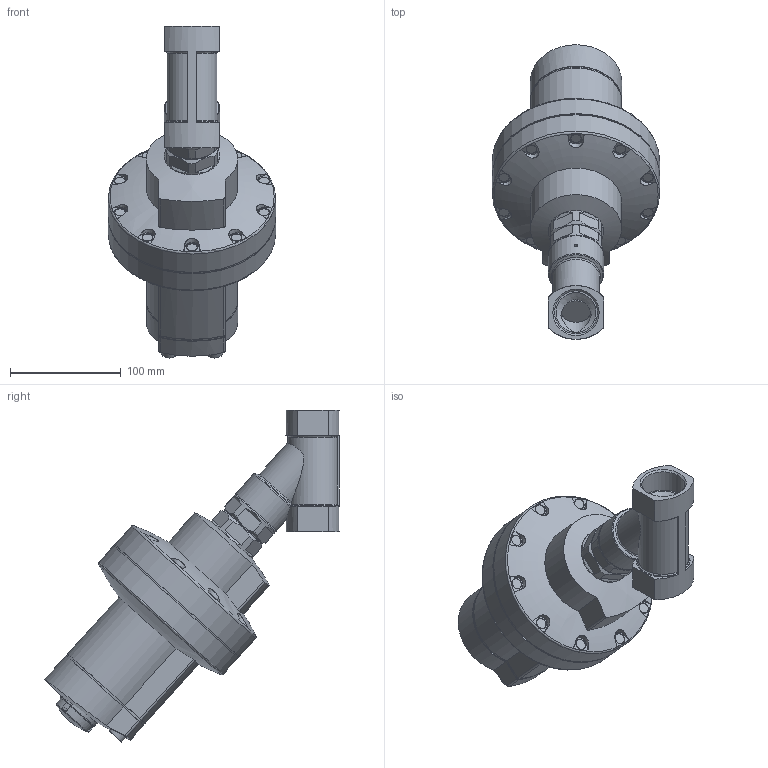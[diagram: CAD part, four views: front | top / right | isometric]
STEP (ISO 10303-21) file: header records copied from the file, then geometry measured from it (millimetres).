
FILE_DESCRIPTION(/* description */ ('STEP AP214'),/* implementation_level */ '2;1');
FILE_NAME(/* name */ '8060516_VZXA-A-TS6-32-M2-V13T-16-M-90-26-PR-V4',/* time_stamp */ '2024-09-18T11:21:05+02:00',/* author */ ('License CC BY-ND 4.0'),/* organization */ ('CADENAS'),/* preprocessor_version */ 'ST-DEVELOPER v19.3',/* originating_system */ 'PARTsolutions',/* authorisation */ ' ');
FILE_SCHEMA (('AUTOMOTIVE_DESIGN {1 0 10303 214 3 1 1}'));
Length unit declared in the file: millimetre
Products named in the file (5): 8060516 VZXA-A-TS6-32-M2-V13T-16-M-90-26-PR-V4---(0); 3539411 VZZA---T-S6-32-M2-V13-T; 3539414 DFPM_h---(0); 3539412 DFPK-75---(-_V4cap); 2284889 DFPK---(cover)
Assembly tree (4 placements, depth 2):
  8060516 VZXA-A-TS6-32-M2-V13T-16-M-90-26-PR-V4---(0)
    3539411 VZZA---T-S6-32-M2-V13-T
    3539414 DFPM_h---(0)
    3539412 DFPK-75---(-_V4cap)
    2284889 DFPK---(cover)
Bounding box: 151.3 x 266.58 x 300.28 mm (x, y, z)
Volume: 2059708.4 mm3; surface area: 194722.4 mm2
Topology: 4 solids, 4 shells, 506 faces, 1195 edges, 767 vertices
Faces by surface type: plane 203, cylinder 139, cone 95, torus 60, sphere 9
Full cylindrical faces by diameter (mm): 3 x3, 4 x2, 5.8 x2, 6 x2, 7 x2, 7.2 x2, 8.2 x1, 8.566 x2, 9.5 x10, 9.8 x1, 10 x4, 10.15 x2, 15 x2, 16 x3, 16.2 x1, 18.2 x1, 20 x1, 28 x2, 28.5 x1, 30 x1, 33.1 x1, 33.376 x1, 33.835 x1, 36 x3, 37 x2, 37.8 x1, 37.835 x1, 38 x1, 38.952 x2, 39.4 x2
Entity records: 15602 total; most frequent: CARTESIAN_POINT 3220, DIRECTION 2273, ORIENTED_EDGE 1950, AXIS2_PLACEMENT_3D 997, EDGE_CURVE 975, FACE_BOUND 757, EDGE_LOOP 755, VERTEX_POINT 722
